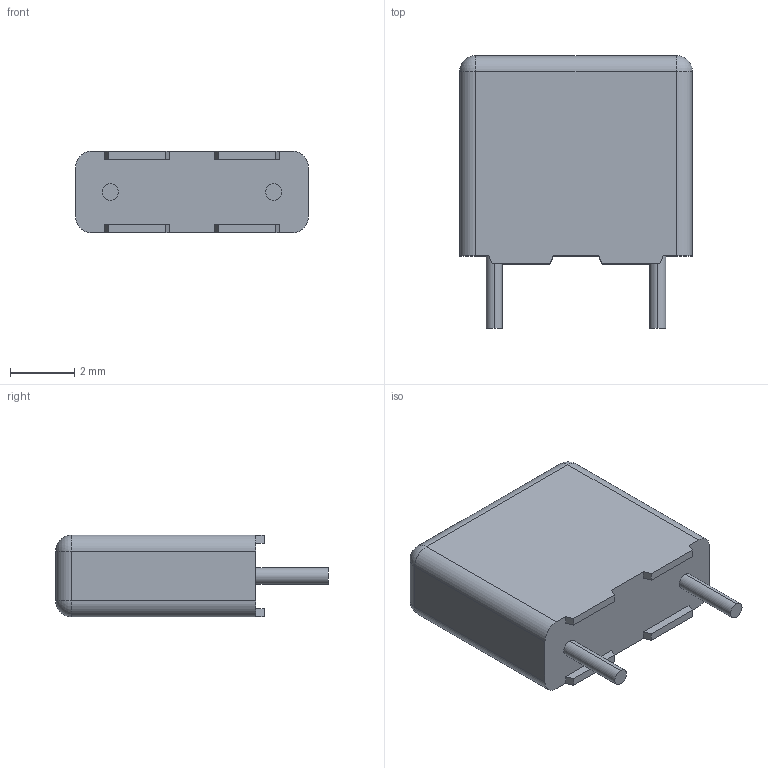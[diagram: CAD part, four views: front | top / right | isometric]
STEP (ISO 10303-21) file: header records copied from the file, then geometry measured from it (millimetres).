
FILE_DESCRIPTION(/* description */ ('Alibre Inc.'),/* implementation_level */ '2;1');
FILE_NAME(/* name */ 'export-05B363D4-552C-441D-8BD8-1931B7C156A9',/* time_stamp */ '2020-04-30T18:27:18-04:00',/* author */ (''),/* organization */ (''),/* preprocessor_version */ 'ST-DEVELOPER v17',/* originating_system */ 'Alibre',/* authorisation */ '');
FILE_SCHEMA (('AUTOMOTIVE_DESIGN'));
Length unit declared in the file: inch
Bounding box: 7.24 x 8.48 x 2.54 mm (x, y, z)
Volume: 113.6 mm3; surface area: 160.8 mm2
Topology: 3 solids, 3 shells, 42 faces, 100 edges, 60 vertices
Faces by surface type: plane 26, cylinder 12, sphere 4
Entity records: 1298 total; most frequent: CARTESIAN_POINT 204, ORIENTED_EDGE 192, DIRECTION 190, EDGE_CURVE 96, VECTOR 72, LINE 72, AXIS2_PLACEMENT_3D 72, VERTEX_POINT 60
